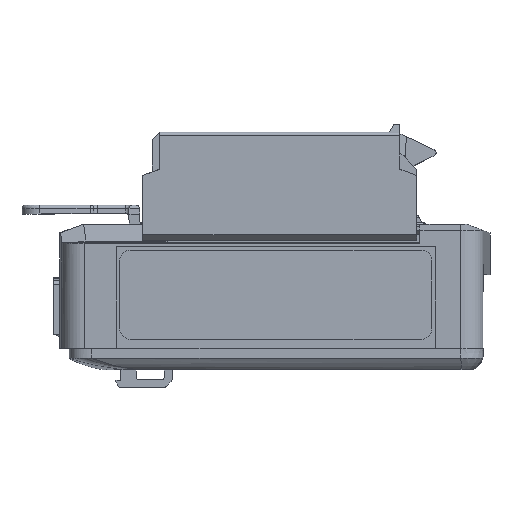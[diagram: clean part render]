
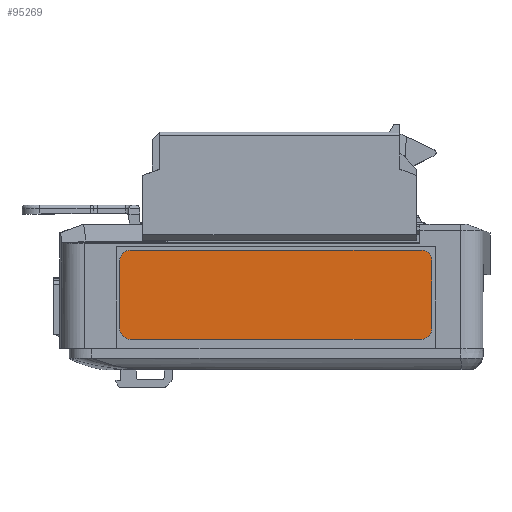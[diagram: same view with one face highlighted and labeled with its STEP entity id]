
A CAD part, top view. The second image highlights one B-rep face of the part: STEP entity #95269.
In plain terms, the highlighted planar face has unit normal (0, 0, 1).
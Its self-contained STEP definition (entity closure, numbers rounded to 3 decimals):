
#95050=CARTESIAN_POINT('',(-20.701,4.826,0.125));
#95051=DIRECTION('',(0.,0.,1.));
#95052=DIRECTION('',(0.,1.,0.));
#95053=AXIS2_PLACEMENT_3D('',#95050,#95051,#95052);
#95055=DIRECTION('',(-1.,0.,0.));
#95056=VECTOR('',#95055,41.402);
#95057=CARTESIAN_POINT('',(20.701,6.35,0.125));
#95058=LINE('',#95057,#95056);
#95059=CARTESIAN_POINT('',(20.701,4.826,0.125));
#95060=DIRECTION('',(0.,0.,1.));
#95061=DIRECTION('',(1.,0.,0.));
#95062=AXIS2_PLACEMENT_3D('',#95059,#95060,#95061);
#95064=DIRECTION('',(0.,1.,0.));
#95065=VECTOR('',#95064,9.652);
#95066=CARTESIAN_POINT('',(22.225,-4.826,0.125));
#95067=LINE('',#95066,#95065);
#95068=CARTESIAN_POINT('',(20.701,-4.826,0.125));
#95069=DIRECTION('',(0.,0.,1.));
#95070=DIRECTION('',(0.,-1.,0.));
#95071=AXIS2_PLACEMENT_3D('',#95068,#95069,#95070);
#95073=DIRECTION('',(1.,0.,0.));
#95074=VECTOR('',#95073,41.402);
#95075=CARTESIAN_POINT('',(-20.701,-6.35,0.125));
#95076=LINE('',#95075,#95074);
#95077=CARTESIAN_POINT('',(-20.701,-4.826,0.125));
#95078=DIRECTION('',(0.,0.,1.));
#95079=DIRECTION('',(-1.,0.,0.));
#95080=AXIS2_PLACEMENT_3D('',#95077,#95078,#95079);
#95082=DIRECTION('',(0.,-1.,0.));
#95083=VECTOR('',#95082,9.652);
#95084=CARTESIAN_POINT('',(-22.225,4.826,0.125));
#95085=LINE('',#95084,#95083);
#95102=CARTESIAN_POINT('',(-20.701,6.35,0.125));
#95103=CARTESIAN_POINT('',(-22.225,4.826,0.125));
#95104=VERTEX_POINT('',#95102);
#95105=VERTEX_POINT('',#95103);
#95106=CARTESIAN_POINT('',(-22.225,-4.826,0.125));
#95107=VERTEX_POINT('',#95106);
#95108=CARTESIAN_POINT('',(-20.701,-6.35,0.125));
#95109=VERTEX_POINT('',#95108);
#95110=CARTESIAN_POINT('',(20.701,-6.35,0.125));
#95111=VERTEX_POINT('',#95110);
#95112=CARTESIAN_POINT('',(22.225,-4.826,0.125));
#95113=VERTEX_POINT('',#95112);
#95114=CARTESIAN_POINT('',(22.225,4.826,0.125));
#95115=VERTEX_POINT('',#95114);
#95116=CARTESIAN_POINT('',(20.701,6.35,0.125));
#95117=VERTEX_POINT('',#95116);
#95254=CARTESIAN_POINT('',(0.,0.,0.125));
#95255=DIRECTION('',(0.,0.,1.));
#95256=DIRECTION('',(1.,0.,0.));
#95257=AXIS2_PLACEMENT_3D('',#95254,#95255,#95256);
#95258=PLANE('',#95257);
#95259=ORIENTED_EDGE('',*,*,#95150,.F.);
#95260=ORIENTED_EDGE('',*,*,#95165,.F.);
#95261=ORIENTED_EDGE('',*,*,#95179,.F.);
#95262=ORIENTED_EDGE('',*,*,#95193,.F.);
#95263=ORIENTED_EDGE('',*,*,#95207,.F.);
#95264=ORIENTED_EDGE('',*,*,#95221,.F.);
#95265=ORIENTED_EDGE('',*,*,#95235,.F.);
#95266=ORIENTED_EDGE('',*,*,#95248,.F.);
#95267=EDGE_LOOP('',(#95259,#95260,#95261,#95262,#95263,#95264,#95265,#95266));
#95268=FACE_OUTER_BOUND('',#95267,.F.);
#95269=ADVANCED_FACE('',(#95268),#95258,.T.);
#95054=CIRCLE('',#95053,1.524);
#95063=CIRCLE('',#95062,1.524);
#95072=CIRCLE('',#95071,1.524);
#95081=CIRCLE('',#95080,1.524);
#95150=EDGE_CURVE('',#95104,#95105,#95054,.T.);
#95165=EDGE_CURVE('',#95117,#95104,#95058,.T.);
#95179=EDGE_CURVE('',#95115,#95117,#95063,.T.);
#95193=EDGE_CURVE('',#95113,#95115,#95067,.T.);
#95207=EDGE_CURVE('',#95111,#95113,#95072,.T.);
#95221=EDGE_CURVE('',#95109,#95111,#95076,.T.);
#95235=EDGE_CURVE('',#95107,#95109,#95081,.T.);
#95248=EDGE_CURVE('',#95105,#95107,#95085,.T.);
